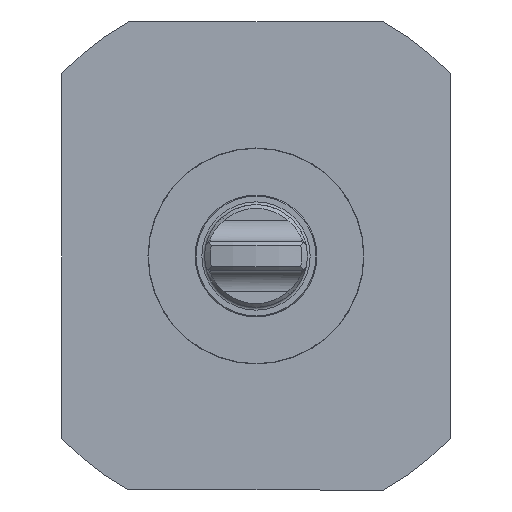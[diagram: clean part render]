
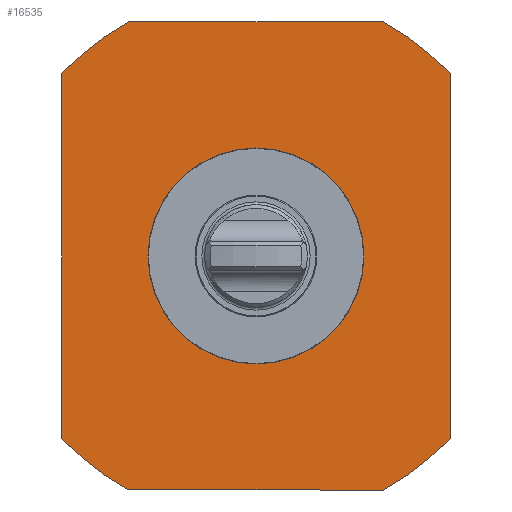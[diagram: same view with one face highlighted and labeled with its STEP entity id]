
A CAD part, front view. The second image highlights one B-rep face of the part: STEP entity #16535.
In plain terms, the highlighted planar face has unit normal (0, -1, 0).
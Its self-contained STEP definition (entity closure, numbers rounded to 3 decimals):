
#1003 = DIRECTION ( 'NONE',  ( -1., 0., 0. ) ) ;
#1032 = CIRCLE ( 'NONE', #1880, 29.935 ) ;
#1051 = VERTEX_POINT ( 'NONE', #23393 ) ;
#1352 = CIRCLE ( 'NONE', #5421, 74. ) ;
#1745 = CARTESIAN_POINT ( 'NONE',  ( 0., 0., 0. ) ) ;
#1880 = AXIS2_PLACEMENT_3D ( 'NONE', #22471, #2332, #1003 ) ;
#1905 = DIRECTION ( 'NONE',  ( 0., -1., 0. ) ) ;
#2164 = ORIENTED_EDGE ( 'NONE', *, *, #10982, .T. ) ;
#2332 = DIRECTION ( 'NONE',  ( 0., 1., 0. ) ) ;
#2491 = DIRECTION ( 'NONE',  ( 0., -1., 0. ) ) ;
#2716 = DIRECTION ( 'NONE',  ( 0., -1., 0. ) ) ;
#2920 = EDGE_LOOP ( 'NONE', ( #5242, #5810, #8462, #20843, #20575, #21470, #16650, #7378 ) ) ;
#3214 = EDGE_CURVE ( 'NONE', #1051, #12983, #8136, .T. ) ;
#3830 = EDGE_CURVE ( 'NONE', #23859, #15517, #5407, .T. ) ;
#5242 = ORIENTED_EDGE ( 'NONE', *, *, #16047, .T. ) ;
#5407 = CIRCLE ( 'NONE', #21780, 74. ) ;
#5421 = AXIS2_PLACEMENT_3D ( 'NONE', #1745, #15557, #11186 ) ;
#5741 = AXIS2_PLACEMENT_3D ( 'NONE', #21365, #1905, #15594 ) ;
#5810 = ORIENTED_EDGE ( 'NONE', *, *, #3214, .F. ) ;
#6088 = EDGE_LOOP ( 'NONE', ( #2164 ) ) ;
#6242 = DIRECTION ( 'NONE',  ( 1., 0., 0. ) ) ;
#7212 = CARTESIAN_POINT ( 'NONE',  ( 54., 0., -50.596 ) ) ;
#7378 = ORIENTED_EDGE ( 'NONE', *, *, #24662, .T. ) ;
#7451 = DIRECTION ( 'NONE',  ( 0., 0., 1. ) ) ;
#8136 = LINE ( 'NONE', #16004, #15655 ) ;
#8462 = ORIENTED_EDGE ( 'NONE', *, *, #21239, .T. ) ;
#8672 = PLANE ( 'NONE',  #21411 ) ;
#8699 = EDGE_CURVE ( 'NONE', #16426, #18610, #11880, .T. ) ;
#8881 = CARTESIAN_POINT ( 'NONE',  ( 0., 0., 0. ) ) ;
#8907 = FACE_OUTER_BOUND ( 'NONE', #2920, .T. ) ;
#9386 = LINE ( 'NONE', #25074, #9396 ) ;
#9396 = VECTOR ( 'NONE', #19297, 1000. ) ;
#9751 = LINE ( 'NONE', #25055, #22306 ) ;
#10517 = CARTESIAN_POINT ( 'NONE',  ( -54., 0., 0. ) ) ;
#10660 = CIRCLE ( 'NONE', #13519, 74. ) ;
#10982 = EDGE_CURVE ( 'NONE', #14576, #14576, #1032, .T. ) ;
#11186 = DIRECTION ( 'NONE',  ( 0., 0., 1. ) ) ;
#11684 = CARTESIAN_POINT ( 'NONE',  ( 54., 0., 50.596 ) ) ;
#11880 = CIRCLE ( 'NONE', #5741, 74. ) ;
#11943 = CARTESIAN_POINT ( 'NONE',  ( 0., 0., 0. ) ) ;
#12391 = CARTESIAN_POINT ( 'NONE',  ( -29.935, 0., 0. ) ) ;
#12983 = VERTEX_POINT ( 'NONE', #16511 ) ;
#13463 = EDGE_CURVE ( 'NONE', #23859, #25187, #18138, .T. ) ;
#13519 = AXIS2_PLACEMENT_3D ( 'NONE', #8881, #14818, #16868 ) ;
#13661 = CARTESIAN_POINT ( 'NONE',  ( -54., 0., -50.596 ) ) ;
#14467 = CARTESIAN_POINT ( 'NONE',  ( 35.369, 0., -65. ) ) ;
#14576 = VERTEX_POINT ( 'NONE', #12391 ) ;
#14818 = DIRECTION ( 'NONE',  ( 0., -1., 0. ) ) ;
#15517 = VERTEX_POINT ( 'NONE', #23791 ) ;
#15557 = DIRECTION ( 'NONE',  ( 0., -1., 0. ) ) ;
#15594 = DIRECTION ( 'NONE',  ( 0., 0., 1. ) ) ;
#15655 = VECTOR ( 'NONE', #6242, 1000. ) ;
#16004 = CARTESIAN_POINT ( 'NONE',  ( 0., 0., 65. ) ) ;
#16028 = VERTEX_POINT ( 'NONE', #11684 ) ;
#16047 = EDGE_CURVE ( 'NONE', #16028, #12983, #1352, .T. ) ;
#16426 = VERTEX_POINT ( 'NONE', #14467 ) ;
#16511 = CARTESIAN_POINT ( 'NONE',  ( 35.369, 0., 65. ) ) ;
#16535 = ADVANCED_FACE ( 'Defeature completata1_4', ( #8907, #16649 ), #8672, .T. ) ;
#16649 = FACE_BOUND ( 'NONE', #6088, .T. ) ;
#16650 = ORIENTED_EDGE ( 'NONE', *, *, #8699, .T. ) ;
#16760 = DIRECTION ( 'NONE',  ( 0., 0., 1. ) ) ;
#16868 = DIRECTION ( 'NONE',  ( 0., 0., 1. ) ) ;
#16903 = CARTESIAN_POINT ( 'NONE',  ( 0., 0., 0. ) ) ;
#18138 = LINE ( 'NONE', #10517, #21640 ) ;
#18610 = VERTEX_POINT ( 'NONE', #7212 ) ;
#19297 = DIRECTION ( 'NONE',  ( 1., 0., 0. ) ) ;
#20575 = ORIENTED_EDGE ( 'NONE', *, *, #3830, .T. ) ;
#20612 = CARTESIAN_POINT ( 'NONE',  ( -54., 0., 50.596 ) ) ;
#20843 = ORIENTED_EDGE ( 'NONE', *, *, #13463, .F. ) ;
#21239 = EDGE_CURVE ( 'NONE', #1051, #25187, #10660, .T. ) ;
#21365 = CARTESIAN_POINT ( 'NONE',  ( 0., 0., 0. ) ) ;
#21411 = AXIS2_PLACEMENT_3D ( 'NONE', #16903, #2716, #16760 ) ;
#21470 = ORIENTED_EDGE ( 'NONE', *, *, #22294, .T. ) ;
#21640 = VECTOR ( 'NONE', #22812, 1000. ) ;
#21780 = AXIS2_PLACEMENT_3D ( 'NONE', #11943, #2491, #21816 ) ;
#21816 = DIRECTION ( 'NONE',  ( 0., 0., 1. ) ) ;
#22294 = EDGE_CURVE ( 'NONE', #15517, #16426, #9386, .T. ) ;
#22306 = VECTOR ( 'NONE', #7451, 1000. ) ;
#22471 = CARTESIAN_POINT ( 'NONE',  ( 0., 0., 0. ) ) ;
#22812 = DIRECTION ( 'NONE',  ( 0., 0., 1. ) ) ;
#23393 = CARTESIAN_POINT ( 'NONE',  ( -35.369, 0., 65. ) ) ;
#23791 = CARTESIAN_POINT ( 'NONE',  ( -35.369, 0., -65. ) ) ;
#23859 = VERTEX_POINT ( 'NONE', #13661 ) ;
#24662 = EDGE_CURVE ( 'NONE', #18610, #16028, #9751, .T. ) ;
#25055 = CARTESIAN_POINT ( 'NONE',  ( 54., 0., 0. ) ) ;
#25074 = CARTESIAN_POINT ( 'NONE',  ( 0., 0., -65. ) ) ;
#25187 = VERTEX_POINT ( 'NONE', #20612 ) ;
